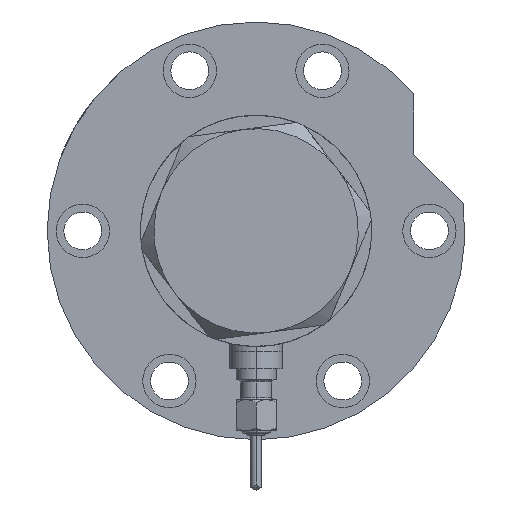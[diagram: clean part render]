
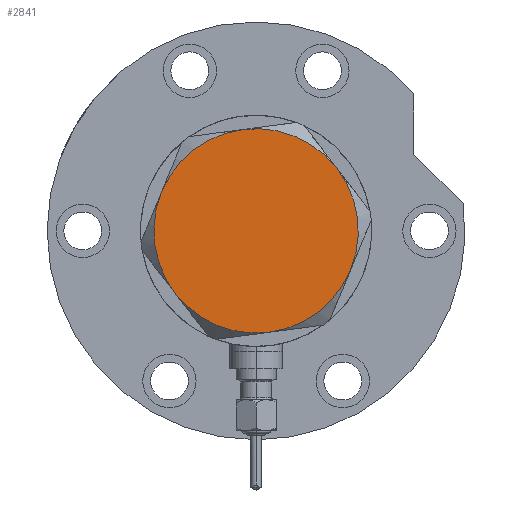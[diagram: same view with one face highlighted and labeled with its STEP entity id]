
A CAD part, left-side view. The second image highlights one B-rep face of the part: STEP entity #2841.
In plain terms, the highlighted face is planar.
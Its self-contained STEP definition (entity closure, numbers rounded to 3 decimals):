
#162 = CARTESIAN_POINT ( 'NONE',  ( 11.5, -19.919, 9. ) ) ;
#455 = CARTESIAN_POINT ( 'NONE',  ( 11.5, 19.919, 9. ) ) ;
#513 = CIRCLE ( 'NONE', #6283, 23. ) ;
#685 = EDGE_CURVE ( 'NONE', #4072, #3372, #3669, .T. ) ;
#690 = DIRECTION ( 'NONE',  ( 1., 0., 0. ) ) ;
#975 = VERTEX_POINT ( 'NONE', #162 ) ;
#1130 = ORIENTED_EDGE ( 'NONE', *, *, #685, .T. ) ;
#1168 = AXIS2_PLACEMENT_3D ( 'NONE', #4856, #4605, #690 ) ;
#1411 = EDGE_CURVE ( 'NONE', #5854, #975, #7257, .T. ) ;
#1746 = AXIS2_PLACEMENT_3D ( 'NONE', #7800, #4514, #7973 ) ;
#1871 = CARTESIAN_POINT ( 'NONE',  ( 23., 0., 9. ) ) ;
#2331 = DIRECTION ( 'NONE',  ( 1., 0., 0. ) ) ;
#2614 = CARTESIAN_POINT ( 'NONE',  ( 0., 0., 9. ) ) ;
#2756 = CIRCLE ( 'NONE', #7579, 23. ) ;
#2841 = ADVANCED_FACE ( 'NONE', ( #8503 ), #3175, .T. ) ;
#2889 = DIRECTION ( 'NONE',  ( 0., 0., 1. ) ) ;
#3175 = PLANE ( 'NONE',  #4659 ) ;
#3372 = VERTEX_POINT ( 'NONE', #4794 ) ;
#3482 = EDGE_CURVE ( 'NONE', #5271, #4072, #2756, .T. ) ;
#3669 = CIRCLE ( 'NONE', #8205, 23. ) ;
#3898 = DIRECTION ( 'NONE',  ( 0., 0., 1. ) ) ;
#4072 = VERTEX_POINT ( 'NONE', #455 ) ;
#4247 = ORIENTED_EDGE ( 'NONE', *, *, #5091, .T. ) ;
#4514 = DIRECTION ( 'NONE',  ( 0., 0., 1. ) ) ;
#4605 = DIRECTION ( 'NONE',  ( 0., 0., 1. ) ) ;
#4659 = AXIS2_PLACEMENT_3D ( 'NONE', #2614, #3898, #7210 ) ;
#4753 = ORIENTED_EDGE ( 'NONE', *, *, #3482, .T. ) ;
#4785 = ORIENTED_EDGE ( 'NONE', *, *, #7266, .T. ) ;
#4794 = CARTESIAN_POINT ( 'NONE',  ( -11.5, 19.919, 9. ) ) ;
#4846 = VERTEX_POINT ( 'NONE', #7691 ) ;
#4856 = CARTESIAN_POINT ( 'NONE',  ( 0., 0., 9. ) ) ;
#5091 = EDGE_CURVE ( 'NONE', #3372, #4846, #7096, .T. ) ;
#5271 = VERTEX_POINT ( 'NONE', #1871 ) ;
#5282 = DIRECTION ( 'NONE',  ( 0., 0., 1. ) ) ;
#5747 = DIRECTION ( 'NONE',  ( 1., 0., 0. ) ) ;
#5854 = VERTEX_POINT ( 'NONE', #7047 ) ;
#6057 = EDGE_LOOP ( 'NONE', ( #4785, #4753, #1130, #4247, #6544, #7248 ) ) ;
#6216 = CARTESIAN_POINT ( 'NONE',  ( 0., 0., 9. ) ) ;
#6283 = AXIS2_PLACEMENT_3D ( 'NONE', #6216, #6391, #5747 ) ;
#6391 = DIRECTION ( 'NONE',  ( 0., 0., 1. ) ) ;
#6452 = CARTESIAN_POINT ( 'NONE',  ( 0., 0., 9. ) ) ;
#6544 = ORIENTED_EDGE ( 'NONE', *, *, #7462, .T. ) ;
#6732 = DIRECTION ( 'NONE',  ( 0., 0., 1. ) ) ;
#6811 = CARTESIAN_POINT ( 'NONE',  ( 0., 0., 9. ) ) ;
#7047 = CARTESIAN_POINT ( 'NONE',  ( -11.5, -19.919, 9. ) ) ;
#7096 = CIRCLE ( 'NONE', #1168, 23. ) ;
#7210 = DIRECTION ( 'NONE',  ( 1., 0., 0. ) ) ;
#7248 = ORIENTED_EDGE ( 'NONE', *, *, #1411, .T. ) ;
#7257 = CIRCLE ( 'NONE', #8485, 23. ) ;
#7260 = DIRECTION ( 'NONE',  ( 1., 0., 0. ) ) ;
#7266 = EDGE_CURVE ( 'NONE', #975, #5271, #513, .T. ) ;
#7283 = DIRECTION ( 'NONE',  ( 1., 0., 0. ) ) ;
#7462 = EDGE_CURVE ( 'NONE', #4846, #5854, #7823, .T. ) ;
#7579 = AXIS2_PLACEMENT_3D ( 'NONE', #7905, #6732, #7283 ) ;
#7691 = CARTESIAN_POINT ( 'NONE',  ( -23., 0., 9. ) ) ;
#7800 = CARTESIAN_POINT ( 'NONE',  ( 0., 0., 9. ) ) ;
#7823 = CIRCLE ( 'NONE', #1746, 23. ) ;
#7905 = CARTESIAN_POINT ( 'NONE',  ( 0., 0., 9. ) ) ;
#7973 = DIRECTION ( 'NONE',  ( 1., 0., 0. ) ) ;
#8205 = AXIS2_PLACEMENT_3D ( 'NONE', #6452, #5282, #7260 ) ;
#8485 = AXIS2_PLACEMENT_3D ( 'NONE', #6811, #2889, #2331 ) ;
#8503 = FACE_OUTER_BOUND ( 'NONE', #6057, .T. ) ;
